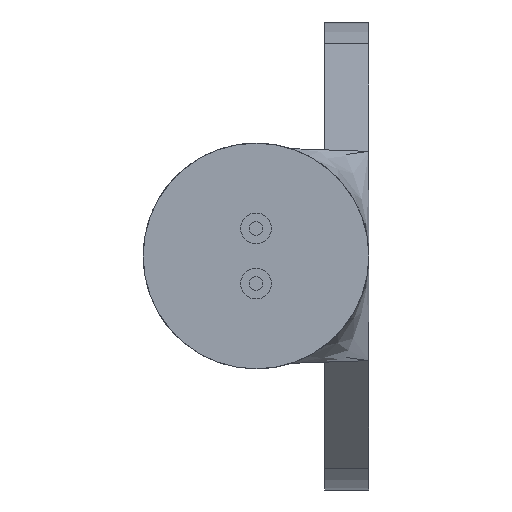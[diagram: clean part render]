
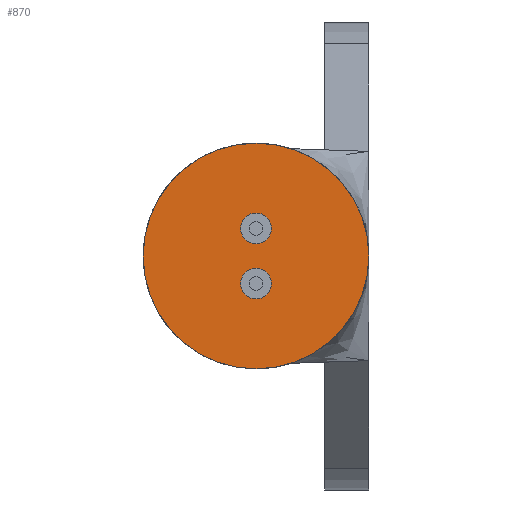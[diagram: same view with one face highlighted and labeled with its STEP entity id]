
A CAD part, left-side view. The second image highlights one B-rep face of the part: STEP entity #870.
In plain terms, the highlighted planar face has unit normal (-1, 0, 0).
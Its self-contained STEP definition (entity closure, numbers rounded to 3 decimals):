
#11 = FACE_BOUND ( 'NONE', #532, .T. ) ;
#28 = EDGE_LOOP ( 'NONE', ( #516, #168 ) ) ;
#37 = FACE_BOUND ( 'NONE', #195, .T. ) ;
#70 = DIRECTION ( 'NONE',  ( 0., 0., -1. ) ) ;
#139 = VERTEX_POINT ( 'NONE', #1391 ) ;
#141 = CIRCLE ( 'NONE', #1269, 0.28 ) ;
#168 = ORIENTED_EDGE ( 'NONE', *, *, #804, .T. ) ;
#173 = DIRECTION ( 'NONE',  ( 0., 0., -1. ) ) ;
#186 = CARTESIAN_POINT ( 'NONE',  ( -12.55, 2.05, -0.5 ) ) ;
#195 = EDGE_LOOP ( 'NONE', ( #429, #485 ) ) ;
#229 = CIRCLE ( 'NONE', #1186, 0.28 ) ;
#252 = VERTEX_POINT ( 'NONE', #814 ) ;
#256 = EDGE_CURVE ( 'NONE', #139, #514, #229, .T. ) ;
#274 = AXIS2_PLACEMENT_3D ( 'NONE', #1153, #553, #1271 ) ;
#354 = CARTESIAN_POINT ( 'NONE',  ( -12.55, 2.05, 0.5 ) ) ;
#397 = EDGE_CURVE ( 'NONE', #1158, #1318, #1091, .T. ) ;
#429 = ORIENTED_EDGE ( 'NONE', *, *, #256, .F. ) ;
#452 = EDGE_CURVE ( 'NONE', #1318, #1158, #141, .T. ) ;
#471 = DIRECTION ( 'NONE',  ( 0., 0., 1. ) ) ;
#485 = ORIENTED_EDGE ( 'NONE', *, *, #1446, .F. ) ;
#514 = VERTEX_POINT ( 'NONE', #863 ) ;
#516 = ORIENTED_EDGE ( 'NONE', *, *, #915, .T. ) ;
#527 = DIRECTION ( 'NONE',  ( 0., 0., -1. ) ) ;
#532 = EDGE_LOOP ( 'NONE', ( #947, #777 ) ) ;
#548 = DIRECTION ( 'NONE',  ( -1., 0., 0. ) ) ;
#553 = DIRECTION ( 'NONE',  ( -1., 0., 0. ) ) ;
#608 = DIRECTION ( 'NONE',  ( 0., 0., -1. ) ) ;
#636 = CARTESIAN_POINT ( 'NONE',  ( -12.55, 2.05, 0.5 ) ) ;
#638 = CARTESIAN_POINT ( 'NONE',  ( -12.55, 2.05, -0.5 ) ) ;
#734 = AXIS2_PLACEMENT_3D ( 'NONE', #1230, #1277, #173 ) ;
#736 = CIRCLE ( 'NONE', #1374, 2.05 ) ;
#777 = ORIENTED_EDGE ( 'NONE', *, *, #452, .T. ) ;
#791 = AXIS2_PLACEMENT_3D ( 'NONE', #636, #890, #861 ) ;
#804 = EDGE_CURVE ( 'NONE', #930, #252, #1268, .T. ) ;
#814 = CARTESIAN_POINT ( 'NONE',  ( -12.55, 2.05, -2.05 ) ) ;
#861 = DIRECTION ( 'NONE',  ( 0., 0., 1. ) ) ;
#863 = CARTESIAN_POINT ( 'NONE',  ( -12.55, 2.05, 0.22 ) ) ;
#870 = ADVANCED_FACE ( 'NONE', ( #935, #11, #37 ), #1437, .F. ) ;
#874 = CARTESIAN_POINT ( 'NONE',  ( -12.55, 2.05, -0.22 ) ) ;
#878 = DIRECTION ( 'NONE',  ( 1., 0., 0. ) ) ;
#890 = DIRECTION ( 'NONE',  ( -1., 0., 0. ) ) ;
#915 = EDGE_CURVE ( 'NONE', #252, #930, #736, .T. ) ;
#930 = VERTEX_POINT ( 'NONE', #965 ) ;
#935 = FACE_OUTER_BOUND ( 'NONE', #28, .T. ) ;
#947 = ORIENTED_EDGE ( 'NONE', *, *, #397, .T. ) ;
#965 = CARTESIAN_POINT ( 'NONE',  ( -12.55, 2.05, 2.05 ) ) ;
#998 = CARTESIAN_POINT ( 'NONE',  ( -12.55, 2.05, 0. ) ) ;
#1091 = CIRCLE ( 'NONE', #1199, 0.28 ) ;
#1153 = CARTESIAN_POINT ( 'NONE',  ( -12.55, 2.05, 0. ) ) ;
#1158 = VERTEX_POINT ( 'NONE', #1430 ) ;
#1186 = AXIS2_PLACEMENT_3D ( 'NONE', #354, #1207, #471 ) ;
#1199 = AXIS2_PLACEMENT_3D ( 'NONE', #186, #878, #70 ) ;
#1207 = DIRECTION ( 'NONE',  ( -1., 0., 0. ) ) ;
#1230 = CARTESIAN_POINT ( 'NONE',  ( -12.55, 0., 0. ) ) ;
#1268 = CIRCLE ( 'NONE', #274, 2.05 ) ;
#1269 = AXIS2_PLACEMENT_3D ( 'NONE', #638, #1349, #527 ) ;
#1271 = DIRECTION ( 'NONE',  ( 0., 0., -1. ) ) ;
#1277 = DIRECTION ( 'NONE',  ( 1., 0., 0. ) ) ;
#1318 = VERTEX_POINT ( 'NONE', #874 ) ;
#1328 = CIRCLE ( 'NONE', #791, 0.28 ) ;
#1349 = DIRECTION ( 'NONE',  ( 1., 0., 0. ) ) ;
#1374 = AXIS2_PLACEMENT_3D ( 'NONE', #998, #548, #608 ) ;
#1391 = CARTESIAN_POINT ( 'NONE',  ( -12.55, 2.05, 0.78 ) ) ;
#1430 = CARTESIAN_POINT ( 'NONE',  ( -12.55, 2.05, -0.78 ) ) ;
#1437 = PLANE ( 'NONE',  #734 ) ;
#1446 = EDGE_CURVE ( 'NONE', #514, #139, #1328, .T. ) ;
